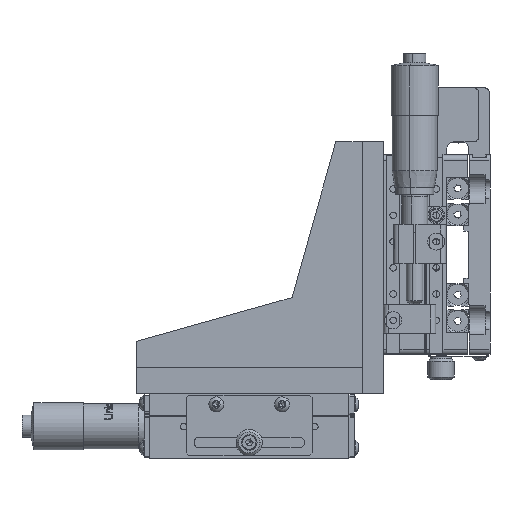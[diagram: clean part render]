
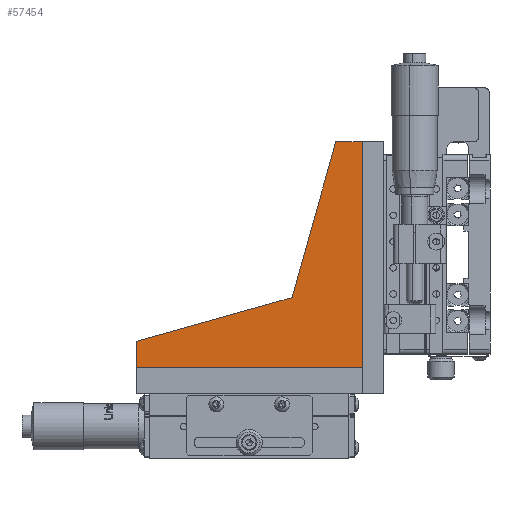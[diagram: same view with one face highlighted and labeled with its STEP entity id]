
A CAD part, left-side view. The second image highlights one B-rep face of the part: STEP entity #57454.
In plain terms, the highlighted planar face has unit normal (-1, 0, 0).
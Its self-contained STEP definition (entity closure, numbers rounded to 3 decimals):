
#2382 = EDGE_CURVE ( 'NONE', #39216, #23065, #29739, .T. ) ;
#2460 = DIRECTION ( 'NONE',  ( -1., 0., 0. ) ) ;
#3187 = VECTOR ( 'NONE', #57972, 1000. ) ;
#3465 = VERTEX_POINT ( 'NONE', #27818 ) ;
#3538 = CARTESIAN_POINT ( 'NONE',  ( -31.383, 135.79, 90.231 ) ) ;
#4056 = EDGE_CURVE ( 'NONE', #3465, #31547, #20491, .T. ) ;
#7210 = EDGE_CURVE ( 'NONE', #38720, #39216, #18494, .T. ) ;
#8563 = EDGE_CURVE ( 'NONE', #39477, #38720, #59991, .T. ) ;
#11236 = CARTESIAN_POINT ( 'NONE',  ( -31.383, 59.79, 176.231 ) ) ;
#12390 = EDGE_LOOP ( 'NONE', ( #38075, #30510, #14950, #38465, #53911, #22803 ) ) ;
#12420 = CARTESIAN_POINT ( 'NONE',  ( -31.383, 135.79, 100.231 ) ) ;
#12576 = AXIS2_PLACEMENT_3D ( 'NONE', #64979, #2460, #38961 ) ;
#14950 = ORIENTED_EDGE ( 'NONE', *, *, #53080, .T. ) ;
#16829 = VECTOR ( 'NONE', #45892, 1000. ) ;
#17084 = LINE ( 'NONE', #42251, #3187 ) ;
#18494 = LINE ( 'NONE', #30866, #16829 ) ;
#20096 = EDGE_CURVE ( 'NONE', #23065, #3465, #17084, .T. ) ;
#20445 = LINE ( 'NONE', #44551, #62022 ) ;
#20491 = LINE ( 'NONE', #50904, #46548 ) ;
#22803 = ORIENTED_EDGE ( 'NONE', *, *, #2382, .T. ) ;
#23065 = VERTEX_POINT ( 'NONE', #29875 ) ;
#27818 = CARTESIAN_POINT ( 'NONE',  ( -31.383, 49.79, 90.231 ) ) ;
#28326 = FACE_OUTER_BOUND ( 'NONE', #12390, .T. ) ;
#29739 = LINE ( 'NONE', #3538, #55831 ) ;
#29875 = CARTESIAN_POINT ( 'NONE',  ( -31.383, 135.79, 90.231 ) ) ;
#29970 = DIRECTION ( 'NONE',  ( 0., 0., 1. ) ) ;
#30510 = ORIENTED_EDGE ( 'NONE', *, *, #4056, .T. ) ;
#30866 = CARTESIAN_POINT ( 'NONE',  ( -31.383, 135.79, 100.231 ) ) ;
#31547 = VERTEX_POINT ( 'NONE', #48233 ) ;
#33728 = PLANE ( 'NONE',  #12576 ) ;
#38075 = ORIENTED_EDGE ( 'NONE', *, *, #20096, .T. ) ;
#38465 = ORIENTED_EDGE ( 'NONE', *, *, #8563, .T. ) ;
#38720 = VERTEX_POINT ( 'NONE', #44176 ) ;
#38961 = DIRECTION ( 'NONE',  ( 0., 0., 1. ) ) ;
#39216 = VERTEX_POINT ( 'NONE', #12420 ) ;
#39477 = VERTEX_POINT ( 'NONE', #11236 ) ;
#42251 = CARTESIAN_POINT ( 'NONE',  ( -31.383, 135.79, 90.231 ) ) ;
#44176 = CARTESIAN_POINT ( 'NONE',  ( -31.383, 76.465, 116.906 ) ) ;
#44551 = CARTESIAN_POINT ( 'NONE',  ( -31.383, 59.79, 176.231 ) ) ;
#45596 = DIRECTION ( 'NONE',  ( 0., 0.271, -0.963 ) ) ;
#45892 = DIRECTION ( 'NONE',  ( 0., 0.963, -0.271 ) ) ;
#46548 = VECTOR ( 'NONE', #29970, 1000. ) ;
#48233 = CARTESIAN_POINT ( 'NONE',  ( -31.383, 49.79, 176.231 ) ) ;
#50904 = CARTESIAN_POINT ( 'NONE',  ( -31.383, 49.79, 90.231 ) ) ;
#53080 = EDGE_CURVE ( 'NONE', #31547, #39477, #20445, .T. ) ;
#53911 = ORIENTED_EDGE ( 'NONE', *, *, #7210, .T. ) ;
#55831 = VECTOR ( 'NONE', #58766, 1000. ) ;
#56687 = VECTOR ( 'NONE', #45596, 1000. ) ;
#57454 = ADVANCED_FACE ( 'NONE', ( #28326 ), #33728, .T. ) ;
#57972 = DIRECTION ( 'NONE',  ( 0., -1., 0. ) ) ;
#58766 = DIRECTION ( 'NONE',  ( 0., 0., -1. ) ) ;
#59991 = LINE ( 'NONE', #66342, #56687 ) ;
#62022 = VECTOR ( 'NONE', #65534, 1000. ) ;
#64979 = CARTESIAN_POINT ( 'NONE',  ( -31.383, 49.79, 90.231 ) ) ;
#65534 = DIRECTION ( 'NONE',  ( 0., 1., 0. ) ) ;
#66342 = CARTESIAN_POINT ( 'NONE',  ( -31.383, 76.465, 116.906 ) ) ;
